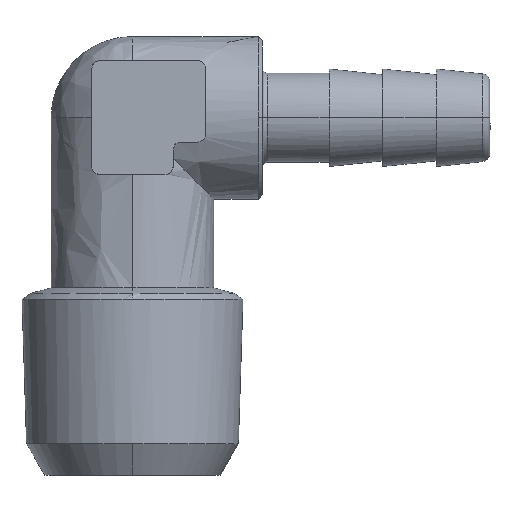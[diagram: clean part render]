
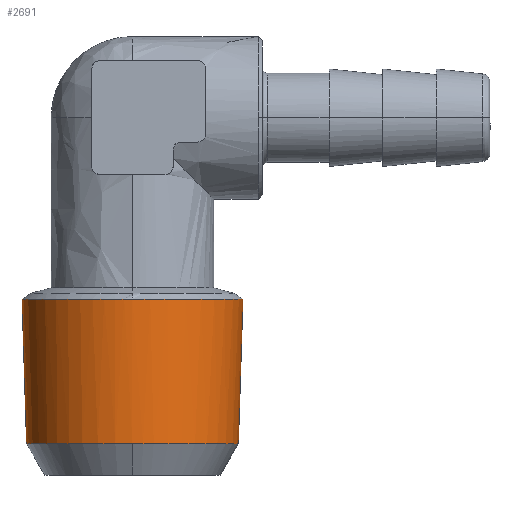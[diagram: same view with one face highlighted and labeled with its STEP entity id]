
A CAD part, top view. The second image highlights one B-rep face of the part: STEP entity #2691.
In plain terms, the highlighted free-form (B-spline) face has degree [1, 3] with [2, 7] control points.
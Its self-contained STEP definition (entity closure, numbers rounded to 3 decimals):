
#57 = VERTEX_POINT ( 'NONE', #2749 ) ;
#254 = CARTESIAN_POINT ( 'NONE',  ( 0., 11.835, 6.798 ) ) ;
#282 = CARTESIAN_POINT ( 'NONE',  ( -3.819, 2.94, 6.52 ) ) ;
#301 = CARTESIAN_POINT ( 'NONE',  ( 6.798, 11.835, 0. ) ) ;
#373 = EDGE_CURVE ( 'NONE', #1762, #57, #2127, .T. ) ;
#410 = CARTESIAN_POINT ( 'NONE',  ( 3.819, 2.94, 6.52 ) ) ;
#497 = CARTESIAN_POINT ( 'NONE',  ( -3.399, 11.835, 6.798 ) ) ;
#528 = CARTESIAN_POINT ( 'NONE',  ( 6.52, 2.94, 3.819 ) ) ;
#582 = CARTESIAN_POINT ( 'NONE',  ( 3.819, 2.94, 6.52 ) ) ;
#683 = CARTESIAN_POINT ( 'NONE',  ( 0., 11.835, 6.798 ) ) ;
#708 = CARTESIAN_POINT ( 'NONE',  ( 3.399, 11.835, 6.798 ) ) ;
#754 = ORIENTED_EDGE ( 'NONE', *, *, #2103, .F. ) ;
#782 = CARTESIAN_POINT ( 'NONE',  ( 6.52, 2.94, 0. ) ) ;
#860 = FACE_OUTER_BOUND ( 'NONE', #2821, .T. ) ;
#963 = CARTESIAN_POINT ( 'NONE',  ( 6.798, 11.835, 4.532 ) ) ;
#997 = CARTESIAN_POINT ( 'NONE',  ( -6.798, 11.835, 0. ) ) ;
#1014 = VERTEX_POINT ( 'NONE', #2425 ) ;
#1105 = CARTESIAN_POINT ( 'NONE',  ( 6.798, 11.835, 0. ) ) ;
#1249 = CARTESIAN_POINT ( 'NONE',  ( 6.798, 11.835, 3.982 ) ) ;
#1304 = CARTESIAN_POINT ( 'NONE',  ( 0., 2.94, 6.52 ) ) ;
#1434 = CARTESIAN_POINT ( 'NONE',  ( -6.52, 2.94, 0. ) ) ;
#1473 = CARTESIAN_POINT ( 'NONE',  ( 0., 2.94, 6.52 ) ) ;
#1489 = ORIENTED_EDGE ( 'NONE', *, *, #3643, .F. ) ;
#1523 = CARTESIAN_POINT ( 'NONE',  ( -3.819, 2.94, 6.52 ) ) ;
#1558 = VERTEX_POINT ( 'NONE', #683 ) ;
#1583 = CARTESIAN_POINT ( 'NONE',  ( 6.52, 2.94, 0. ) ) ;
#1585 = VERTEX_POINT ( 'NONE', #2767 ) ;
#1602 = B_SPLINE_CURVE_WITH_KNOTS ( 'NONE', 1,
 ( #3526, #2033 ),
 .UNSPECIFIED., .F., .F.,
 ( 2, 2 ),
 ( -1., 0. ),
 .UNSPECIFIED. ) ;
#1659 = CARTESIAN_POINT ( 'NONE',  ( 6.52, 2.94, 0. ) ) ;
#1730 = EDGE_CURVE ( 'NONE', #1014, #1585, #1602, .T. ) ;
#1739 =( BOUNDED_CURVE ( )  B_SPLINE_CURVE ( 3, ( #3704, #708, #963, #3120 ),
 .UNSPECIFIED., .F., .F. ) 
 B_SPLINE_CURVE_WITH_KNOTS ( ( 4, 4 ),
 ( 0., 1.571 ),
 .UNSPECIFIED. ) 
 CURVE ( )  GEOMETRIC_REPRESENTATION_ITEM ( )  RATIONAL_B_SPLINE_CURVE ( ( 0.981, 0.654, 0.49, 0.49 ) ) 
 REPRESENTATION_ITEM ( '' )  );
#1762 = VERTEX_POINT ( 'NONE', #782 ) ;
#1782 = CARTESIAN_POINT ( 'NONE',  ( 3.982, 11.835, 6.798 ) ) ;
#2007 = B_SPLINE_CURVE_WITH_KNOTS ( 'NONE', 1,
 ( #1105, #1659 ),
 .UNSPECIFIED., .F., .F.,
 ( 2, 2 ),
 ( -1., 0. ),
 .UNSPECIFIED. ) ;
#2033 = CARTESIAN_POINT ( 'NONE',  ( -6.798, 11.835, 0. ) ) ;
#2073 = CARTESIAN_POINT ( 'NONE',  ( -6.52, 2.94, 0. ) ) ;
#2103 = EDGE_CURVE ( 'NONE', #57, #1014, #3623, .T. ) ;
#2117 = CARTESIAN_POINT ( 'NONE',  ( 6.798, 11.835, 0. ) ) ;
#2127 =( BOUNDED_CURVE ( )  B_SPLINE_CURVE ( 3, ( #1583, #2484, #410, #1304 ),
 .UNSPECIFIED., .F., .T. ) 
 B_SPLINE_CURVE_WITH_KNOTS ( ( 4, 4 ),
 ( -1.571, 0. ),
 .UNSPECIFIED. ) 
 CURVE ( )  GEOMETRIC_REPRESENTATION_ITEM ( )  RATIONAL_B_SPLINE_CURVE ( ( 1., 0.805, 0.805, 1. ) ) 
 REPRESENTATION_ITEM ( '' )  );
#2235 = ORIENTED_EDGE ( 'NONE', *, *, #373, .F. ) ;
#2240 = ORIENTED_EDGE ( 'NONE', *, *, #3445, .F. ) ;
#2281 = ORIENTED_EDGE ( 'NONE', *, *, #2745, .F. ) ;
#2373 = CARTESIAN_POINT ( 'NONE',  ( 6.52, 2.94, 0. ) ) ;
#2390 = CARTESIAN_POINT ( 'NONE',  ( 0., 2.94, 6.52 ) ) ;
#2425 = CARTESIAN_POINT ( 'NONE',  ( -6.52, 2.94, 0. ) ) ;
#2484 = CARTESIAN_POINT ( 'NONE',  ( 6.52, 2.94, 3.819 ) ) ;
#2497 =( BOUNDED_SURFACE ( )  B_SPLINE_SURFACE ( 1, 3, ( 
 ( #1434, #2632, #282, #1473, #582, #528, #2373 ),
 ( #2948, #2646, #2672, #3606, #1782, #1249, #2117 ) ),
 .UNSPECIFIED., .F., .F., .F. ) 
 B_SPLINE_SURFACE_WITH_KNOTS ( ( 2, 2 ),
 ( 4, 3, 4 ),
 ( 0., 1. ),
 ( 0., 0.5, 1. ),
 .UNSPECIFIED. ) 
 GEOMETRIC_REPRESENTATION_ITEM ( )  RATIONAL_B_SPLINE_SURFACE ( (
 ( 1., 0.805, 0.805, 1., 0.805, 0.805, 1.),
 ( 1., 0.805, 0.805, 1., 0.805, 0.805, 1.) ) ) 
 REPRESENTATION_ITEM ( '' )  SURFACE ( )  );
#2632 = CARTESIAN_POINT ( 'NONE',  ( -6.52, 2.94, 3.819 ) ) ;
#2646 = CARTESIAN_POINT ( 'NONE',  ( -6.798, 11.835, 3.982 ) ) ;
#2672 = CARTESIAN_POINT ( 'NONE',  ( -3.982, 11.835, 6.798 ) ) ;
#2691 = ADVANCED_FACE ( 'NONE', ( #860 ), #2497, .F. ) ;
#2745 = EDGE_CURVE ( 'NONE', #1558, #3082, #1739, .T. ) ;
#2749 = CARTESIAN_POINT ( 'NONE',  ( 0., 2.94, 6.52 ) ) ;
#2767 = CARTESIAN_POINT ( 'NONE',  ( -6.798, 11.835, 0. ) ) ;
#2821 = EDGE_LOOP ( 'NONE', ( #2235, #2240, #2281, #1489, #2888, #754 ) ) ;
#2888 = ORIENTED_EDGE ( 'NONE', *, *, #1730, .F. ) ;
#2948 = CARTESIAN_POINT ( 'NONE',  ( -6.798, 11.835, 0. ) ) ;
#3016 = CARTESIAN_POINT ( 'NONE',  ( -6.52, 2.94, 3.819 ) ) ;
#3082 = VERTEX_POINT ( 'NONE', #301 ) ;
#3120 = CARTESIAN_POINT ( 'NONE',  ( 6.798, 11.835, 0. ) ) ;
#3441 = CARTESIAN_POINT ( 'NONE',  ( -6.798, 11.835, 4.532 ) ) ;
#3445 = EDGE_CURVE ( 'NONE', #3082, #1762, #2007, .T. ) ;
#3526 = CARTESIAN_POINT ( 'NONE',  ( -6.52, 2.94, 0. ) ) ;
#3606 = CARTESIAN_POINT ( 'NONE',  ( 0., 11.835, 6.798 ) ) ;
#3623 =( BOUNDED_CURVE ( )  B_SPLINE_CURVE ( 3, ( #2390, #1523, #3016, #2073 ),
 .UNSPECIFIED., .F., .T. ) 
 B_SPLINE_CURVE_WITH_KNOTS ( ( 4, 4 ),
 ( -1.571, 0. ),
 .UNSPECIFIED. ) 
 CURVE ( )  GEOMETRIC_REPRESENTATION_ITEM ( )  RATIONAL_B_SPLINE_CURVE ( ( 1., 0.805, 0.805, 1. ) ) 
 REPRESENTATION_ITEM ( '' )  );
#3643 = EDGE_CURVE ( 'NONE', #1585, #1558, #3772, .T. ) ;
#3704 = CARTESIAN_POINT ( 'NONE',  ( 0., 11.835, 6.798 ) ) ;
#3772 =( BOUNDED_CURVE ( )  B_SPLINE_CURVE ( 3, ( #997, #3441, #497, #254 ),
 .UNSPECIFIED., .F., .T. ) 
 B_SPLINE_CURVE_WITH_KNOTS ( ( 4, 4 ),
 ( 0., 1.571 ),
 .UNSPECIFIED. ) 
 CURVE ( )  GEOMETRIC_REPRESENTATION_ITEM ( )  RATIONAL_B_SPLINE_CURVE ( ( 0.49, 0.49, 0.654, 0.981 ) ) 
 REPRESENTATION_ITEM ( '' )  );
